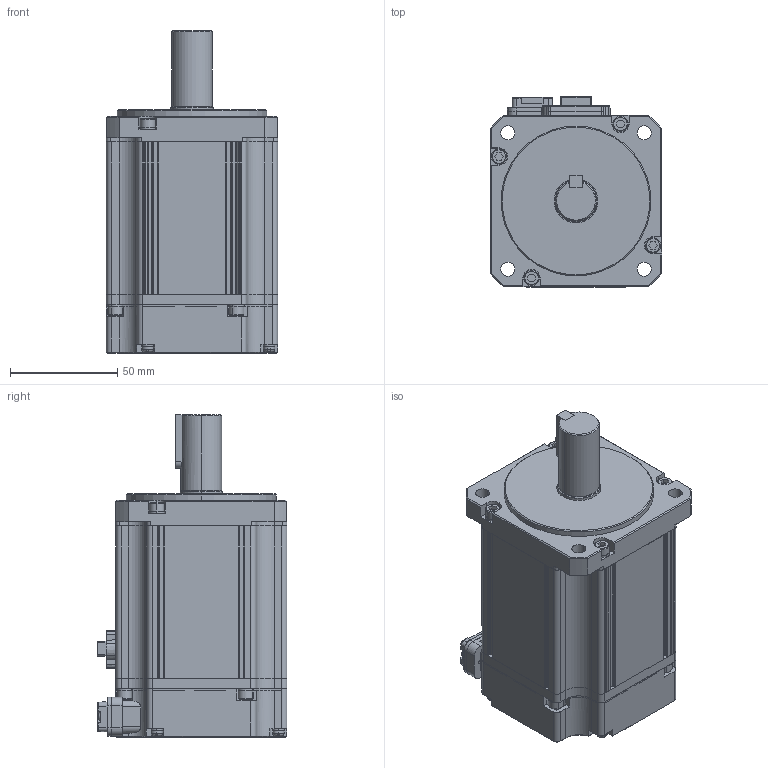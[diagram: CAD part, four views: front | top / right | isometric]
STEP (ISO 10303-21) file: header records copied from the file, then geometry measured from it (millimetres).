
FILE_DESCRIPTION (( 'STEP AP214' ), '1' );
FILE_NAME ('SLM08GA041G02_Out Line(APMC-FCL06AYK, FCL05DYK).STEP', '2019-07-26T07:09:30', ( '' ), ( '' ), 'SwSTEP 2.0', 'SolidWorks 2011', '' );
FILE_SCHEMA (( 'AUTOMOTIVE_DESIGN' ));
Length unit declared in the file: millimetre
Products named in the file (1): SLM08GA041G02_Out Line(APMC-FCL06AYK, FCL05DYK)
Bounding box: 80 x 88.7 x 150.7 mm (x, y, z)
Volume: 646042.4 mm3; surface area: 112236 mm2
Topology: 45 solids, 45 shells, 1877 faces, 4930 edges, 3214 vertices
Faces by surface type: plane 1216, cylinder 472, bspline 101, cone 68, torus 20
Entity records: 82853 total; most frequent: CARTESIAN_POINT 15508, ORIENTED_EDGE 9856, DIRECTION 9097, EDGE_CURVE 4928, LINE 3455, VECTOR 3455, VERTEX_POINT 3214, AXIS2_PLACEMENT_3D 2821
